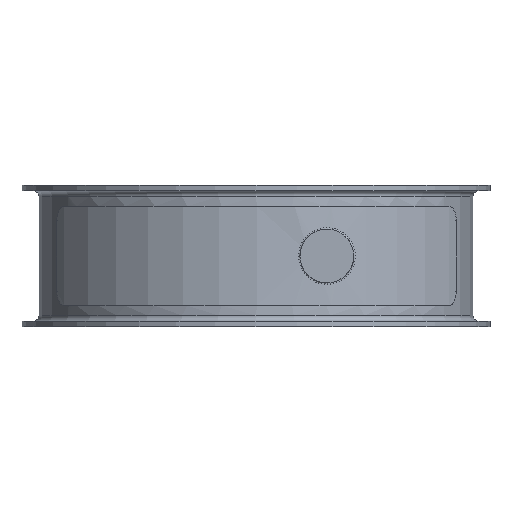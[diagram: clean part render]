
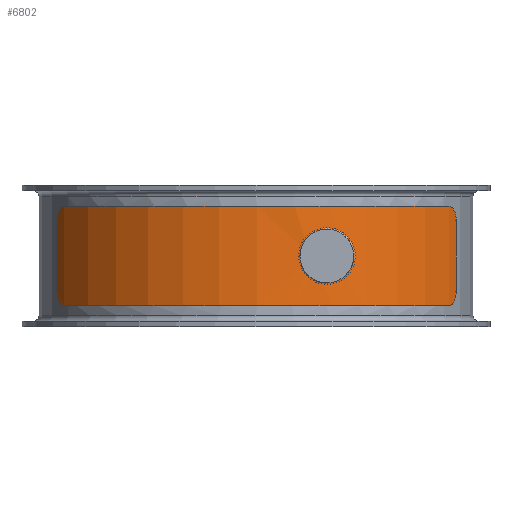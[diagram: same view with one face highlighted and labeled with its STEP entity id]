
A CAD part, front view. The second image highlights one B-rep face of the part: STEP entity #6802.
In plain terms, the highlighted cylindrical face has radius 81.5 mm (diameter 163 mm), a partial arc.
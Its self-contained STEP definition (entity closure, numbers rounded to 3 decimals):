
#314=FACE_BOUND('',#1370,.T.);
#444=CYLINDRICAL_SURFACE('',#7435,81.5);
#973=FACE_OUTER_BOUND('',#1369,.T.);
#1369=EDGE_LOOP('',(#5894,#5895,#5896,#5897,#5898,#5899,#5900,#5901));
#1370=EDGE_LOOP('',(#5902,#5903));
#1664=CIRCLE('',#7423,81.5);
#1665=CIRCLE('',#7428,81.5);
#1984=LINE('',#13004,#2312);
#1988=LINE('',#13026,#2316);
#1993=LINE('',#13060,#2321);
#2312=VECTOR('',#8879,10.);
#2316=VECTOR('',#8891,10.);
#2321=VECTOR('',#8906,10.);
#2448=B_SPLINE_CURVE_WITH_KNOTS('',3,(#12976,#12977,#12978,#12979,#12980,
#12981,#12982,#12983,#12984,#12985,#12986,#12987,#12988,#12989,#12990,#12991,
#12992,#12993,#12994,#12995,#12996,#12997,#12998,#12999,#13000,#13001),
 .UNSPECIFIED.,.F.,.F.,(4,2,2,2,2,2,2,2,2,2,2,2,4),(0.59,0.75,
1.011,1.267,1.522,1.766,2.01,
2.254,2.498,2.754,3.009,3.27,
3.43),.UNSPECIFIED.);
#2449=B_SPLINE_CURVE_WITH_KNOTS('',3,(#13013,#13014,#13015,#13016,#13017,
#13018,#13019,#13020,#13021,#13022),.UNSPECIFIED.,.F.,.F.,(4,2,2,2,4),(0.755,
0.943,1.132,1.32,1.509),
 .UNSPECIFIED.);
#2450=B_SPLINE_CURVE_WITH_KNOTS('',3,(#13030,#13031,#13032,#13033,#13034,
#13035,#13036,#13037,#13038,#13039),.UNSPECIFIED.,.F.,.F.,(4,2,2,2,4),(3.017,
3.206,3.394,3.582,3.771),
 .UNSPECIFIED.);
#2451=B_SPLINE_CURVE_WITH_KNOTS('',3,(#13047,#13048,#13049,#13050,#13051,
#13052,#13053,#13054,#13055,#13056),.UNSPECIFIED.,.F.,.F.,(4,2,2,2,4),(2.264,
2.453,2.641,2.83,3.018),
 .UNSPECIFIED.);
#2452=B_SPLINE_CURVE_WITH_KNOTS('',3,(#13064,#13065,#13066,#13067,#13068,
#13069,#13070,#13071,#13072,#13073),.UNSPECIFIED.,.F.,.F.,(4,2,2,2,4),(1.509,
1.697,1.886,2.074,2.263),
 .UNSPECIFIED.);
#3068=VERTEX_POINT('',#12974);
#3069=VERTEX_POINT('',#12975);
#3071=VERTEX_POINT('',#13010);
#3072=VERTEX_POINT('',#13012);
#3073=VERTEX_POINT('',#13025);
#3074=VERTEX_POINT('',#13029);
#3075=VERTEX_POINT('',#13042);
#3076=VERTEX_POINT('',#13046);
#3077=VERTEX_POINT('',#13059);
#3078=VERTEX_POINT('',#13063);
#4009=EDGE_CURVE('',#3068,#3069,#2448,.T.);
#4011=EDGE_CURVE('',#3069,#3068,#1984,.T.);
#4015=EDGE_CURVE('',#3071,#3072,#2449,.T.);
#4017=EDGE_CURVE('',#3073,#3072,#1988,.T.);
#4019=EDGE_CURVE('',#3073,#3074,#2450,.T.);
#4021=EDGE_CURVE('',#3075,#3074,#1664,.T.);
#4023=EDGE_CURVE('',#3075,#3076,#2451,.T.);
#4025=EDGE_CURVE('',#3077,#3076,#1993,.T.);
#4027=EDGE_CURVE('',#3077,#3078,#2452,.T.);
#4029=EDGE_CURVE('',#3071,#3078,#1665,.T.);
#5894=ORIENTED_EDGE('',*,*,#4015,.F.);
#5895=ORIENTED_EDGE('',*,*,#4029,.T.);
#5896=ORIENTED_EDGE('',*,*,#4027,.F.);
#5897=ORIENTED_EDGE('',*,*,#4025,.T.);
#5898=ORIENTED_EDGE('',*,*,#4023,.F.);
#5899=ORIENTED_EDGE('',*,*,#4021,.T.);
#5900=ORIENTED_EDGE('',*,*,#4019,.F.);
#5901=ORIENTED_EDGE('',*,*,#4017,.T.);
#5902=ORIENTED_EDGE('',*,*,#4011,.T.);
#5903=ORIENTED_EDGE('',*,*,#4009,.T.);
#6802=ADVANCED_FACE('',(#973,#314),#444,.T.);
#7423=AXIS2_PLACEMENT_3D('',#13043,#8898,#8899);
#7428=AXIS2_PLACEMENT_3D('',#13076,#8913,#8914);
#7435=AXIS2_PLACEMENT_3D('',#13382,#8931,#8932);
#8879=DIRECTION('',(0.,0.,-1.));
#8891=DIRECTION('',(0.,0.,1.));
#8898=DIRECTION('center_axis',(0.,0.,
1.));
#8899=DIRECTION('ref_axis',(1.,0.,0.));
#8906=DIRECTION('',(0.,0.,-1.));
#8913=DIRECTION('center_axis',(0.,0.,
-1.));
#8914=DIRECTION('ref_axis',(1.,0.,0.));
#8931=DIRECTION('center_axis',(0.,0.,
-1.));
#8932=DIRECTION('ref_axis',(0.004,-1.,0.));
#12974=CARTESIAN_POINT('',(28.91,-76.2,-5.192));
#12975=CARTESIAN_POINT('',(28.91,-76.2,5.192));
#12976=CARTESIAN_POINT('Ctrl Pts',(28.91,-76.2,-5.192));
#12977=CARTESIAN_POINT('Ctrl Pts',(28.486,-76.361,-5.512));
#12978=CARTESIAN_POINT('Ctrl Pts',(28.014,-76.536,-5.784));
#12979=CARTESIAN_POINT('Ctrl Pts',(26.708,-77.005,-6.333));
#12980=CARTESIAN_POINT('Ctrl Pts',(25.828,-77.304,-6.5));
#12981=CARTESIAN_POINT('Ctrl Pts',(24.19,-77.832,-6.5));
#12982=CARTESIAN_POINT('Ctrl Pts',(23.318,-78.098,-6.339));
#12983=CARTESIAN_POINT('Ctrl Pts',(21.703,-78.562,-5.669));
#12984=CARTESIAN_POINT('Ctrl Pts',(20.959,-78.761,-5.16));
#12985=CARTESIAN_POINT('Ctrl Pts',(19.809,-79.058,-3.993));
#12986=CARTESIAN_POINT('Ctrl Pts',(19.317,-79.178,-3.27));
#12987=CARTESIAN_POINT('Ctrl Pts',(18.662,-79.335,-1.68));
#12988=CARTESIAN_POINT('Ctrl Pts',(18.5,-79.373,-0.814));
#12989=CARTESIAN_POINT('Ctrl Pts',(18.5,-79.373,0.814));
#12990=CARTESIAN_POINT('Ctrl Pts',(18.662,-79.335,1.68));
#12991=CARTESIAN_POINT('Ctrl Pts',(19.317,-79.178,3.27));
#12992=CARTESIAN_POINT('Ctrl Pts',(19.809,-79.058,3.993));
#12993=CARTESIAN_POINT('Ctrl Pts',(20.959,-78.761,5.16));
#12994=CARTESIAN_POINT('Ctrl Pts',(21.703,-78.562,5.669));
#12995=CARTESIAN_POINT('Ctrl Pts',(23.318,-78.098,6.339));
#12996=CARTESIAN_POINT('Ctrl Pts',(24.19,-77.832,6.5));
#12997=CARTESIAN_POINT('Ctrl Pts',(25.828,-77.304,6.5));
#12998=CARTESIAN_POINT('Ctrl Pts',(26.708,-77.005,6.333));
#12999=CARTESIAN_POINT('Ctrl Pts',(28.014,-76.536,5.784));
#13000=CARTESIAN_POINT('Ctrl Pts',(28.486,-76.361,5.512));
#13001=CARTESIAN_POINT('Ctrl Pts',(28.91,-76.2,5.192));
#13004=CARTESIAN_POINT('',(28.91,-76.2,0.));
#13010=CARTESIAN_POINT('',(67.948,-45.003,17.5));
#13012=CARTESIAN_POINT('',(70.581,-40.75,12.5));
#13013=CARTESIAN_POINT('Ctrl Pts',(67.948,-45.003,17.5));
#13014=CARTESIAN_POINT('Ctrl Pts',(68.295,-44.48,17.5));
#13015=CARTESIAN_POINT('Ctrl Pts',(68.658,-43.916,17.375));
#13016=CARTESIAN_POINT('Ctrl Pts',(69.315,-42.873,16.865));
#13017=CARTESIAN_POINT('Ctrl Pts',(69.608,-42.392,16.48));
#13018=CARTESIAN_POINT('Ctrl Pts',(70.066,-41.631,15.592));
#13019=CARTESIAN_POINT('Ctrl Pts',(70.261,-41.3,15.029));
#13020=CARTESIAN_POINT('Ctrl Pts',(70.519,-40.859,13.797));
#13021=CARTESIAN_POINT('Ctrl Pts',(70.581,-40.75,13.128));
#13022=CARTESIAN_POINT('Ctrl Pts',(70.581,-40.75,12.5));
#13025=CARTESIAN_POINT('',(70.581,-40.75,-12.5));
#13026=CARTESIAN_POINT('',(70.581,-40.75,0.));
#13029=CARTESIAN_POINT('',(67.948,-45.003,-17.5));
#13030=CARTESIAN_POINT('Ctrl Pts',(70.581,-40.75,-12.5));
#13031=CARTESIAN_POINT('Ctrl Pts',(70.581,-40.75,-13.128));
#13032=CARTESIAN_POINT('Ctrl Pts',(70.519,-40.859,-13.797));
#13033=CARTESIAN_POINT('Ctrl Pts',(70.261,-41.3,-15.029));
#13034=CARTESIAN_POINT('Ctrl Pts',(70.066,-41.631,-15.592));
#13035=CARTESIAN_POINT('Ctrl Pts',(69.608,-42.392,-16.48));
#13036=CARTESIAN_POINT('Ctrl Pts',(69.315,-42.873,-16.865));
#13037=CARTESIAN_POINT('Ctrl Pts',(68.658,-43.916,-17.375));
#13038=CARTESIAN_POINT('Ctrl Pts',(68.295,-44.48,-17.5));
#13039=CARTESIAN_POINT('Ctrl Pts',(67.948,-45.003,-17.5));
#13042=CARTESIAN_POINT('',(-67.576,-45.561,-17.5));
#13043=CARTESIAN_POINT('Origin',(0.,0.,
-17.5));
#13046=CARTESIAN_POINT('',(-70.244,-41.328,-12.5));
#13047=CARTESIAN_POINT('Ctrl Pts',(-67.576,-45.561,
-17.5));
#13048=CARTESIAN_POINT('Ctrl Pts',(-67.927,-45.039,
-17.5));
#13049=CARTESIAN_POINT('Ctrl Pts',(-68.295,-44.479,-17.375));
#13050=CARTESIAN_POINT('Ctrl Pts',(-68.961,-43.44,-16.865));
#13051=CARTESIAN_POINT('Ctrl Pts',(-69.258,-42.962,
-16.48));
#13052=CARTESIAN_POINT('Ctrl Pts',(-69.722,-42.205,
-15.591));
#13053=CARTESIAN_POINT('Ctrl Pts',(-69.92,-41.875,
-15.029));
#13054=CARTESIAN_POINT('Ctrl Pts',(-70.181,-41.436,
-13.797));
#13055=CARTESIAN_POINT('Ctrl Pts',(-70.244,-41.328,
-13.128));
#13056=CARTESIAN_POINT('Ctrl Pts',(-70.244,-41.328,
-12.5));
#13059=CARTESIAN_POINT('',(-70.244,-41.328,12.5));
#13060=CARTESIAN_POINT('',(-70.244,-41.328,0.));
#13063=CARTESIAN_POINT('',(-67.576,-45.561,17.5));
#13064=CARTESIAN_POINT('Ctrl Pts',(-70.244,-41.328,
12.5));
#13065=CARTESIAN_POINT('Ctrl Pts',(-70.244,-41.328,
13.128));
#13066=CARTESIAN_POINT('Ctrl Pts',(-70.181,-41.436,
13.797));
#13067=CARTESIAN_POINT('Ctrl Pts',(-69.92,-41.875,
15.029));
#13068=CARTESIAN_POINT('Ctrl Pts',(-69.722,-42.205,
15.591));
#13069=CARTESIAN_POINT('Ctrl Pts',(-69.258,-42.962,
16.48));
#13070=CARTESIAN_POINT('Ctrl Pts',(-68.961,-43.44,16.865));
#13071=CARTESIAN_POINT('Ctrl Pts',(-68.295,-44.479,17.375));
#13072=CARTESIAN_POINT('Ctrl Pts',(-67.927,-45.039,
17.5));
#13073=CARTESIAN_POINT('Ctrl Pts',(-67.576,-45.561,
17.5));
#13076=CARTESIAN_POINT('Origin',(0.,0.,
17.5));
#13382=CARTESIAN_POINT('Origin',(0.,0.,
17.5));
